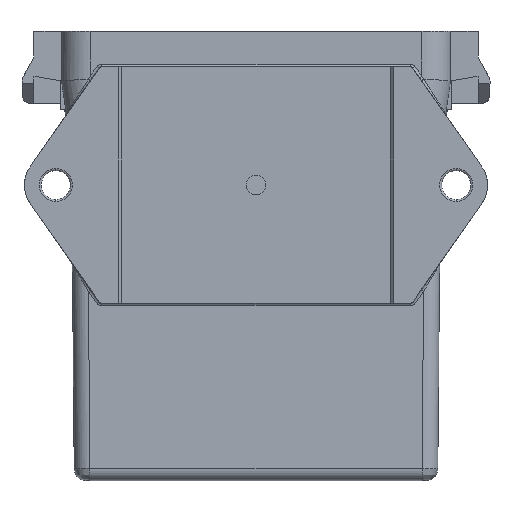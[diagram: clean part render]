
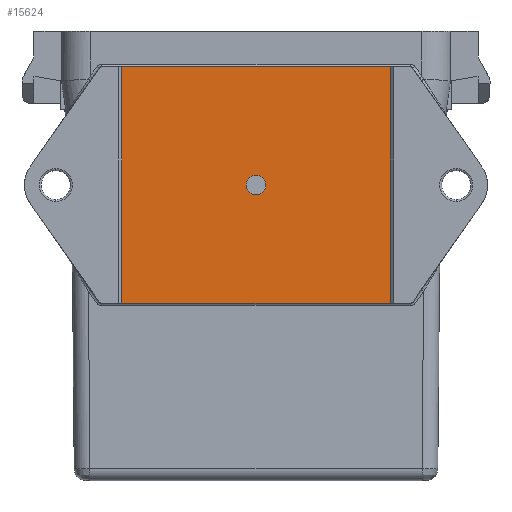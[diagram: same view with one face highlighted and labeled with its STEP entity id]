
A CAD part, front view. The second image highlights one B-rep face of the part: STEP entity #15624.
In plain terms, the highlighted planar face has unit normal (0, -1, 0).
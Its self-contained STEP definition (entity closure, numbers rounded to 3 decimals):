
#5160=DIRECTION('',(-1.,0.,0.));
#5161=VECTOR('',#5160,68.021);
#5162=CARTESIAN_POINT('',(34.011,-17.5,-68.987));
#5163=LINE('',#5162,#5161);
#5297=DIRECTION('',(0.,0.,-1.));
#5298=VECTOR('',#5297,59.995);
#5299=CARTESIAN_POINT('',(-34.011,-17.5,-8.992));
#5300=LINE('',#5299,#5298);
#5325=DIRECTION('',(-1.,0.,0.));
#5326=VECTOR('',#5325,68.021);
#5327=CARTESIAN_POINT('',(34.011,-17.5,-8.992));
#5328=LINE('',#5327,#5326);
#5394=DIRECTION('',(0.,0.,-1.));
#5395=VECTOR('',#5394,59.995);
#5396=CARTESIAN_POINT('',(34.011,-17.5,-8.992));
#5397=LINE('',#5396,#5395);
#5401=CARTESIAN_POINT('',(0.,-17.5,-38.989));
#5402=DIRECTION('',(0.,1.,0.));
#5403=DIRECTION('',(-1.,0.,0.));
#5404=AXIS2_PLACEMENT_3D('',#5401,#5402,#5403);
#5409=CARTESIAN_POINT('',(0.,-17.5,-38.989));
#5410=DIRECTION('',(0.,1.,0.));
#5411=DIRECTION('',(1.,0.,0.));
#5412=AXIS2_PLACEMENT_3D('',#5409,#5410,#5411);
#8959=CARTESIAN_POINT('',(34.011,-17.5,-68.987));
#8960=VERTEX_POINT('',#8959);
#8961=CARTESIAN_POINT('',(-34.011,-17.5,-68.987));
#8962=VERTEX_POINT('',#8961);
#8963=CARTESIAN_POINT('',(34.011,-17.5,-8.992));
#8964=VERTEX_POINT('',#8963);
#8965=CARTESIAN_POINT('',(-34.011,-17.5,-8.992));
#8966=VERTEX_POINT('',#8965);
#9718=CARTESIAN_POINT('',(-2.502,-17.5,-38.989));
#9719=CARTESIAN_POINT('',(2.502,-17.5,-38.989));
#9720=VERTEX_POINT('',#9718);
#9721=VERTEX_POINT('',#9719);
#15607=CARTESIAN_POINT('',(34.011,-17.5,-8.992));
#15608=DIRECTION('',(0.,1.,0.));
#15609=DIRECTION('',(-1.,0.,0.));
#15610=AXIS2_PLACEMENT_3D('',#15607,#15608,#15609);
#15611=PLANE('',#15610);
#15612=ORIENTED_EDGE('',*,*,#15263,.T.);
#15613=ORIENTED_EDGE('',*,*,#15453,.F.);
#15614=ORIENTED_EDGE('',*,*,#15471,.F.);
#15615=ORIENTED_EDGE('',*,*,#15601,.T.);
#15616=EDGE_LOOP('',(#15612,#15613,#15614,#15615));
#15617=FACE_OUTER_BOUND('',#15616,.F.);
#15619=ORIENTED_EDGE('',*,*,#15618,.F.);
#15621=ORIENTED_EDGE('',*,*,#15620,.F.);
#15622=EDGE_LOOP('',(#15619,#15621));
#15623=FACE_BOUND('',#15622,.F.);
#5405=CIRCLE('',#5404,2.502);
#5413=CIRCLE('',#5412,2.502);
#15263=EDGE_CURVE('',#8960,#8962,#5163,.T.);
#15453=EDGE_CURVE('',#8966,#8962,#5300,.T.);
#15471=EDGE_CURVE('',#8964,#8966,#5328,.T.);
#15601=EDGE_CURVE('',#8964,#8960,#5397,.T.);
#15618=EDGE_CURVE('',#9720,#9721,#5405,.T.);
#15620=EDGE_CURVE('',#9721,#9720,#5413,.T.);
#15624=ADVANCED_FACE('',(#15617,#15623),#15611,.F.);
